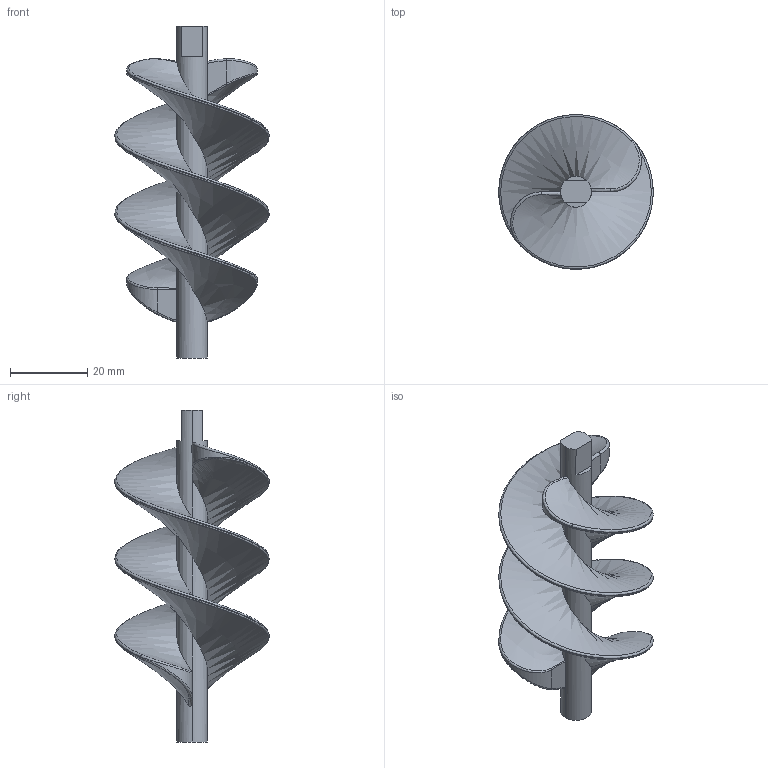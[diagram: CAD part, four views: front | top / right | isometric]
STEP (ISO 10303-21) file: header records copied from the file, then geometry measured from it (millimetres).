
FILE_DESCRIPTION (( 'STEP AP214' ), '1' );
FILE_NAME ('auger.STEP', '2022-11-24T04:26:15', ( '' ), ( '' ), 'SwSTEP 2.0', 'SolidWorks 2020', '' );
FILE_SCHEMA (( 'AUTOMOTIVE_DESIGN' ));
Length unit declared in the file: millimetre
Products named in the file (1): auger
Bounding box: 39.99 x 40 x 86 mm (x, y, z)
Volume: 20152.3 mm3; surface area: 10534 mm2
Topology: 1 solids, 1 shells, 48 faces, 114 edges, 68 vertices
Faces by surface type: bspline 28, cylinder 10, plane 10
Entity records: 6892 total; most frequent: CARTESIAN_POINT 5997, ORIENTED_EDGE 228, EDGE_CURVE 114, DIRECTION 114, VERTEX_POINT 68, B_SPLINE_CURVE_WITH_KNOTS 52, FACE_OUTER_BOUND 48, EDGE_LOOP 48
